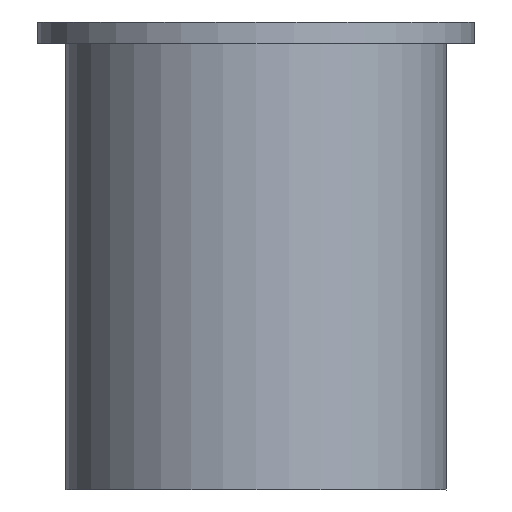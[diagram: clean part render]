
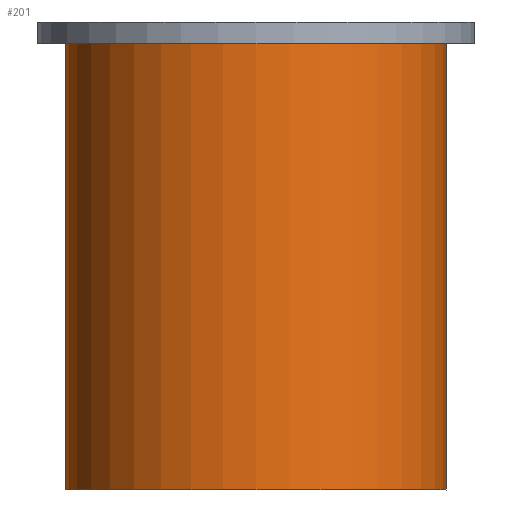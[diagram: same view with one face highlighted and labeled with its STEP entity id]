
A CAD part, front view. The second image highlights one B-rep face of the part: STEP entity #201.
In plain terms, the highlighted cylindrical face has radius 40 mm (diameter 80 mm), a full revolution.
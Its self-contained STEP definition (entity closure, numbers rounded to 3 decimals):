
#37=FACE_OUTER_BOUND('',#54,.T.);
#54=EDGE_LOOP('',(#162,#163,#164,#165));
#73=LINE('',#353,#81);
#81=VECTOR('',#292,40.);
#94=CIRCLE('',#237,40.);
#95=CIRCLE('',#239,40.);
#110=VERTEX_POINT('',#348);
#111=VERTEX_POINT('',#351);
#130=EDGE_CURVE('',#110,#110,#94,.T.);
#131=EDGE_CURVE('',#111,#111,#95,.T.);
#132=EDGE_CURVE('',#111,#110,#73,.T.);
#162=ORIENTED_EDGE('',*,*,#131,.F.);
#163=ORIENTED_EDGE('',*,*,#132,.T.);
#164=ORIENTED_EDGE('',*,*,#130,.T.);
#165=ORIENTED_EDGE('',*,*,#132,.F.);
#193=CYLINDRICAL_SURFACE('',#238,40.);
#201=ADVANCED_FACE('',(#37),#193,.T.);
#237=AXIS2_PLACEMENT_3D('',#349,#286,#287);
#238=AXIS2_PLACEMENT_3D('',#350,#288,#289);
#239=AXIS2_PLACEMENT_3D('',#352,#290,#291);
#286=DIRECTION('center_axis',(0.,0.,-1.));
#287=DIRECTION('ref_axis',(1.,0.,0.));
#288=DIRECTION('center_axis',(0.,0.,-1.));
#289=DIRECTION('ref_axis',(-1.,0.,0.));
#290=DIRECTION('center_axis',(0.,0.,-1.));
#291=DIRECTION('ref_axis',(1.,0.,0.));
#292=DIRECTION('',(0.,0.,1.));
#348=CARTESIAN_POINT('',(40.,0.,-5.));
#349=CARTESIAN_POINT('Origin',(0.,0.,-5.));
#350=CARTESIAN_POINT('Origin',(0.,0.,-52.));
#351=CARTESIAN_POINT('',(40.,0.,-99.));
#352=CARTESIAN_POINT('Origin',(0.,0.,-99.));
#353=CARTESIAN_POINT('',(40.,0.,-52.));
